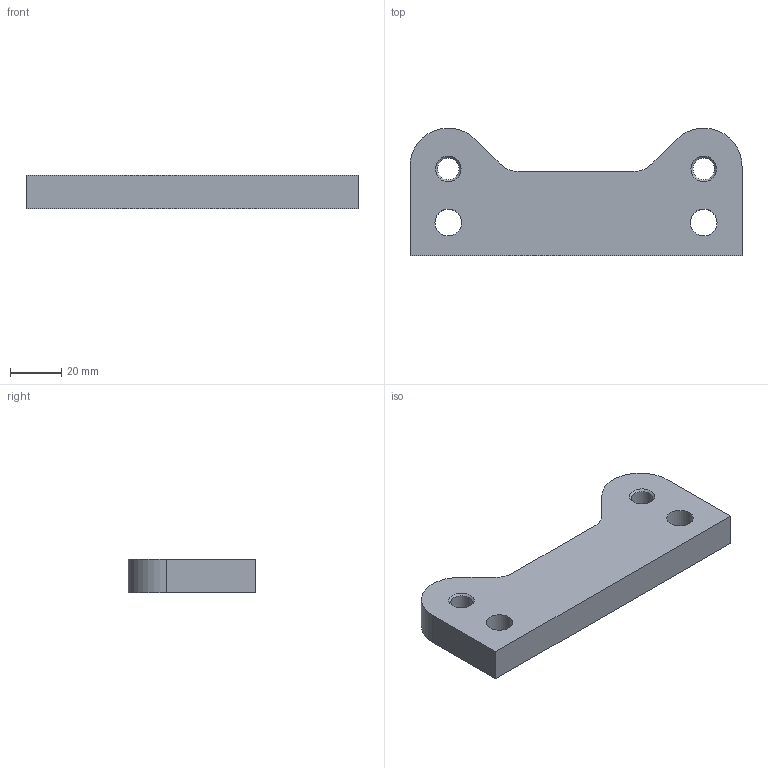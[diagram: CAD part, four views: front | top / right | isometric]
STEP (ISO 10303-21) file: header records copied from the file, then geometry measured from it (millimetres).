
FILE_DESCRIPTION(/* description */ (''),/* implementation_level */ '2;1');
FILE_NAME(/* name */ 'Cale Seicento V1.0.stp',/* time_stamp */ '2020-05-10T22:51:35+02:00',/* author */ (''),/* organization */ (''),/* preprocessor_version */ 'ST-DEVELOPER v11',/* originating_system */ 'SIEMENS UGS NX 6.0',/* authorisation */ '');
FILE_SCHEMA (('AUTOMOTIVE_DESIGN { 1 0 10303 214 1 1 1 1 }'));
Length unit declared in the file: millimetre
Products named in the file (1): Cale Seicento V1.0
Bounding box: 130 x 49.98 x 13 mm (x, y, z)
Volume: 63819.4 mm3; surface area: 15998.9 mm2
Topology: 1 solids, 1 shells, 20 faces, 52 edges, 34 vertices
Faces by surface type: cylinder 8, plane 8, cone 4
Full cylindrical faces by diameter (mm): 8.5 x2, 10.5 x2
Entity records: 602 total; most frequent: DIRECTION 104, CARTESIAN_POINT 95, ORIENTED_EDGE 84, EDGE_CURVE 42, AXIS2_PLACEMENT_3D 41, EDGE_LOOP 36, VERTEX_POINT 32, FACE_BOUND 26
